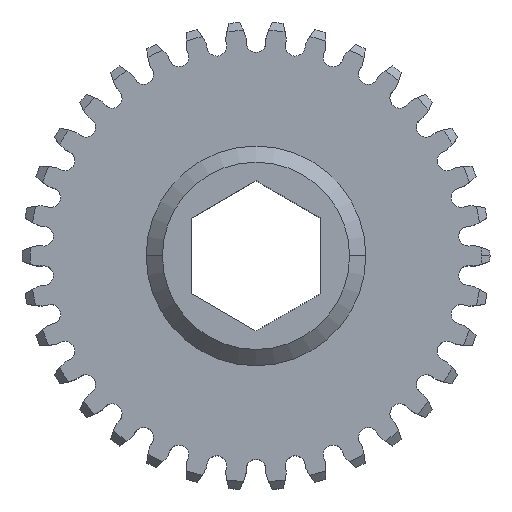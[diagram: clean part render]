
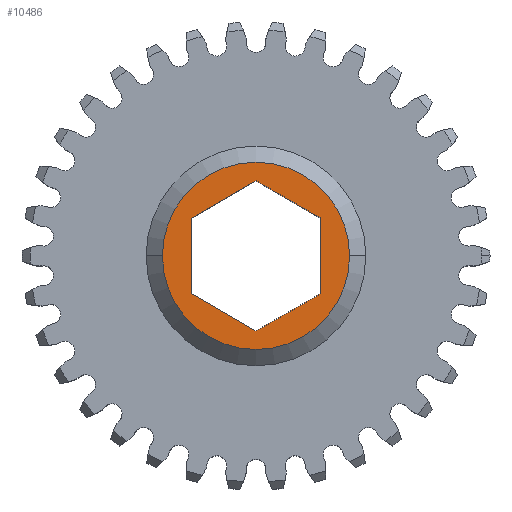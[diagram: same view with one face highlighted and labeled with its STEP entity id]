
A CAD part, top view. The second image highlights one B-rep face of the part: STEP entity #10486.
In plain terms, the highlighted planar face has unit normal (0, 0, 1).
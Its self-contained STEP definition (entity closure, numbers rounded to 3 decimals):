
#398 = FACE_OUTER_BOUND ( 'NONE', #5259, .T. ) ;
#404 = CARTESIAN_POINT ( 'NONE',  ( 3.175, -5.499, 6.35 ) ) ;
#478 = LINE ( 'NONE', #404, #6170 ) ;
#483 = ORIENTED_EDGE ( 'NONE', *, *, #2308, .F. ) ;
#538 = DIRECTION ( 'NONE',  ( 0.866, -0.5, 0. ) ) ;
#1336 = CIRCLE ( 'NONE', #2567, 9.144 ) ;
#1366 = VERTEX_POINT ( 'NONE', #6228 ) ;
#1465 = EDGE_CURVE ( 'NONE', #2913, #13055, #1336, .T. ) ;
#1553 = ORIENTED_EDGE ( 'NONE', *, *, #6184, .F. ) ;
#1762 = LINE ( 'NONE', #14575, #11116 ) ;
#1876 = CARTESIAN_POINT ( 'NONE',  ( 0., 0., 6.35 ) ) ;
#2295 = DIRECTION ( 'NONE',  ( -1., 0., 0. ) ) ;
#2308 = EDGE_CURVE ( 'NONE', #13055, #2913, #11522, .T. ) ;
#2567 = AXIS2_PLACEMENT_3D ( 'NONE', #1876, #5534, #12551 ) ;
#2600 = ORIENTED_EDGE ( 'NONE', *, *, #12544, .F. ) ;
#2913 = VERTEX_POINT ( 'NONE', #11946 ) ;
#2929 = DIRECTION ( 'NONE',  ( 0.866, 0.5, 0. ) ) ;
#3215 = ORIENTED_EDGE ( 'NONE', *, *, #8390, .F. ) ;
#3426 = LINE ( 'NONE', #13729, #6274 ) ;
#4146 = CARTESIAN_POINT ( 'NONE',  ( 0., -7.332, 6.35 ) ) ;
#4147 = ORIENTED_EDGE ( 'NONE', *, *, #8263, .F. ) ;
#4290 = VERTEX_POINT ( 'NONE', #6003 ) ;
#4455 = CARTESIAN_POINT ( 'NONE',  ( 3.175, 5.499, 6.35 ) ) ;
#4708 = EDGE_CURVE ( 'NONE', #14323, #4290, #478, .T. ) ;
#5259 = EDGE_LOOP ( 'NONE', ( #9169, #483 ) ) ;
#5534 = DIRECTION ( 'NONE',  ( 0., 0., -1. ) ) ;
#5554 = LINE ( 'NONE', #15089, #7859 ) ;
#6003 = CARTESIAN_POINT ( 'NONE',  ( 6.35, -3.666, 6.35 ) ) ;
#6170 = VECTOR ( 'NONE', #2929, 1000. ) ;
#6184 = EDGE_CURVE ( 'NONE', #9087, #14323, #1762, .T. ) ;
#6228 = CARTESIAN_POINT ( 'NONE',  ( 0., 7.332, 6.35 ) ) ;
#6274 = VECTOR ( 'NONE', #8235, 1000. ) ;
#6540 = LINE ( 'NONE', #7533, #11151 ) ;
#7207 = DIRECTION ( 'NONE',  ( 0., 0., 1. ) ) ;
#7533 = CARTESIAN_POINT ( 'NONE',  ( -6.35, 0., 6.35 ) ) ;
#7859 = VECTOR ( 'NONE', #9369, 1000. ) ;
#7974 = DIRECTION ( 'NONE',  ( -0.866, 0.5, 0. ) ) ;
#8235 = DIRECTION ( 'NONE',  ( -0.866, -0.5, 0. ) ) ;
#8263 = EDGE_CURVE ( 'NONE', #1366, #8732, #3426, .T. ) ;
#8373 = CARTESIAN_POINT ( 'NONE',  ( 6.35, 3.666, 6.35 ) ) ;
#8390 = EDGE_CURVE ( 'NONE', #8732, #9087, #6540, .T. ) ;
#8648 = PLANE ( 'NONE',  #10056 ) ;
#8732 = VERTEX_POINT ( 'NONE', #14377 ) ;
#9087 = VERTEX_POINT ( 'NONE', #13526 ) ;
#9169 = ORIENTED_EDGE ( 'NONE', *, *, #1465, .F. ) ;
#9369 = DIRECTION ( 'NONE',  ( 0., 1., 0. ) ) ;
#10056 = AXIS2_PLACEMENT_3D ( 'NONE', #13146, #7207, #14362 ) ;
#10376 = DIRECTION ( 'NONE',  ( 0., 0., -1. ) ) ;
#10486 = ADVANCED_FACE ( 'NONE', ( #13079, #398 ), #8648, .T. ) ;
#10865 = CARTESIAN_POINT ( 'NONE',  ( 9.144, 0., 6.35 ) ) ;
#11116 = VECTOR ( 'NONE', #538, 1000. ) ;
#11151 = VECTOR ( 'NONE', #13335, 1000. ) ;
#11365 = ORIENTED_EDGE ( 'NONE', *, *, #4708, .F. ) ;
#11451 = VERTEX_POINT ( 'NONE', #8373 ) ;
#11522 = CIRCLE ( 'NONE', #12989, 9.144 ) ;
#11719 = EDGE_CURVE ( 'NONE', #11451, #1366, #14767, .T. ) ;
#11946 = CARTESIAN_POINT ( 'NONE',  ( -9.144, 0., 6.35 ) ) ;
#12544 = EDGE_CURVE ( 'NONE', #4290, #11451, #5554, .T. ) ;
#12551 = DIRECTION ( 'NONE',  ( -1., 0., 0. ) ) ;
#12663 = CARTESIAN_POINT ( 'NONE',  ( 0., 0., 6.35 ) ) ;
#12783 = VECTOR ( 'NONE', #7974, 1000. ) ;
#12989 = AXIS2_PLACEMENT_3D ( 'NONE', #12663, #10376, #2295 ) ;
#13055 = VERTEX_POINT ( 'NONE', #10865 ) ;
#13079 = FACE_BOUND ( 'NONE', #14736, .T. ) ;
#13146 = CARTESIAN_POINT ( 'NONE',  ( 0., 0., 6.35 ) ) ;
#13245 = ORIENTED_EDGE ( 'NONE', *, *, #11719, .F. ) ;
#13335 = DIRECTION ( 'NONE',  ( 0., -1., 0. ) ) ;
#13526 = CARTESIAN_POINT ( 'NONE',  ( -6.35, -3.666, 6.35 ) ) ;
#13729 = CARTESIAN_POINT ( 'NONE',  ( -3.175, 5.499, 6.35 ) ) ;
#14323 = VERTEX_POINT ( 'NONE', #4146 ) ;
#14362 = DIRECTION ( 'NONE',  ( 1., 0., 0. ) ) ;
#14377 = CARTESIAN_POINT ( 'NONE',  ( -6.35, 3.666, 6.35 ) ) ;
#14575 = CARTESIAN_POINT ( 'NONE',  ( -3.175, -5.499, 6.35 ) ) ;
#14736 = EDGE_LOOP ( 'NONE', ( #1553, #3215, #4147, #13245, #2600, #11365 ) ) ;
#14767 = LINE ( 'NONE', #4455, #12783 ) ;
#15089 = CARTESIAN_POINT ( 'NONE',  ( 6.35, 0., 6.35 ) ) ;
